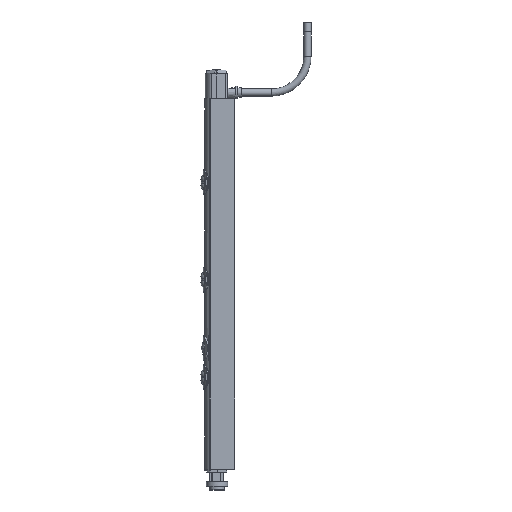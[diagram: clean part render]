
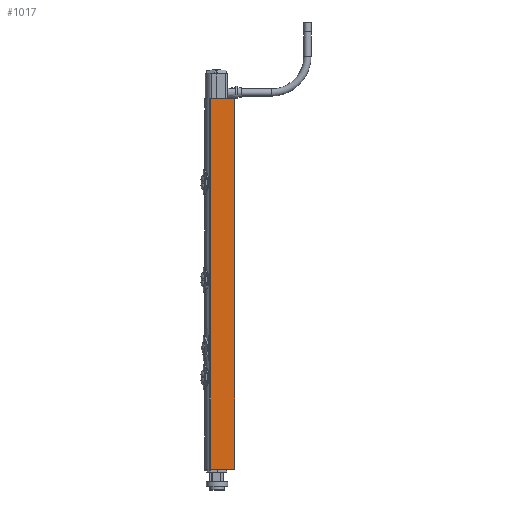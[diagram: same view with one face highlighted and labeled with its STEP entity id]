
A CAD part, left-side view. The second image highlights one B-rep face of the part: STEP entity #1017.
In plain terms, the highlighted planar face has unit normal (-1, 0, 0).
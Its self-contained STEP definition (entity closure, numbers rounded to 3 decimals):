
#2=DIRECTION('',(0.,-1.,0.));
#3=VECTOR('',#2,13.223);
#4=CARTESIAN_POINT('',(-6.,4.973,-104.95));
#5=LINE('',#4,#3);
#70=DIRECTION('',(0.,0.,-1.));
#71=VECTOR('',#70,205.45);
#72=CARTESIAN_POINT('',(-6.,4.973,100.5));
#73=LINE('',#72,#71);
#525=DIRECTION('',(0.,0.,1.));
#526=VECTOR('',#525,205.45);
#527=CARTESIAN_POINT('',(-6.,-8.25,-104.95));
#528=LINE('',#527,#526);
#529=DIRECTION('',(0.,-1.,0.));
#530=VECTOR('',#529,13.223);
#531=CARTESIAN_POINT('',(-6.,4.973,100.5));
#532=LINE('',#531,#530);
#785=CARTESIAN_POINT('',(-6.,-8.25,-104.95));
#786=CARTESIAN_POINT('',(-6.,-8.25,100.5));
#787=VERTEX_POINT('',#785);
#788=VERTEX_POINT('',#786);
#825=CARTESIAN_POINT('',(-6.,4.973,-104.95));
#826=VERTEX_POINT('',#825);
#829=CARTESIAN_POINT('',(-6.,4.973,100.5));
#830=VERTEX_POINT('',#829);
#1003=CARTESIAN_POINT('',(-6.,5.317,-104.95));
#1004=DIRECTION('',(-1.,0.,0.));
#1005=DIRECTION('',(0.,-1.,0.));
#1006=AXIS2_PLACEMENT_3D('',#1003,#1004,#1005);
#1007=PLANE('',#1006);
#1008=ORIENTED_EDGE('',*,*,#958,.F.);
#1010=ORIENTED_EDGE('',*,*,#1009,.F.);
#1012=ORIENTED_EDGE('',*,*,#1011,.T.);
#1014=ORIENTED_EDGE('',*,*,#1013,.F.);
#1015=EDGE_LOOP('',(#1008,#1010,#1012,#1014));
#1016=FACE_OUTER_BOUND('',#1015,.F.);
#1017=ADVANCED_FACE('',(#1016),#1007,.T.);
#958=EDGE_CURVE('',#826,#787,#5,.T.);
#1009=EDGE_CURVE('',#830,#826,#73,.T.);
#1011=EDGE_CURVE('',#830,#788,#532,.T.);
#1013=EDGE_CURVE('',#787,#788,#528,.T.);
